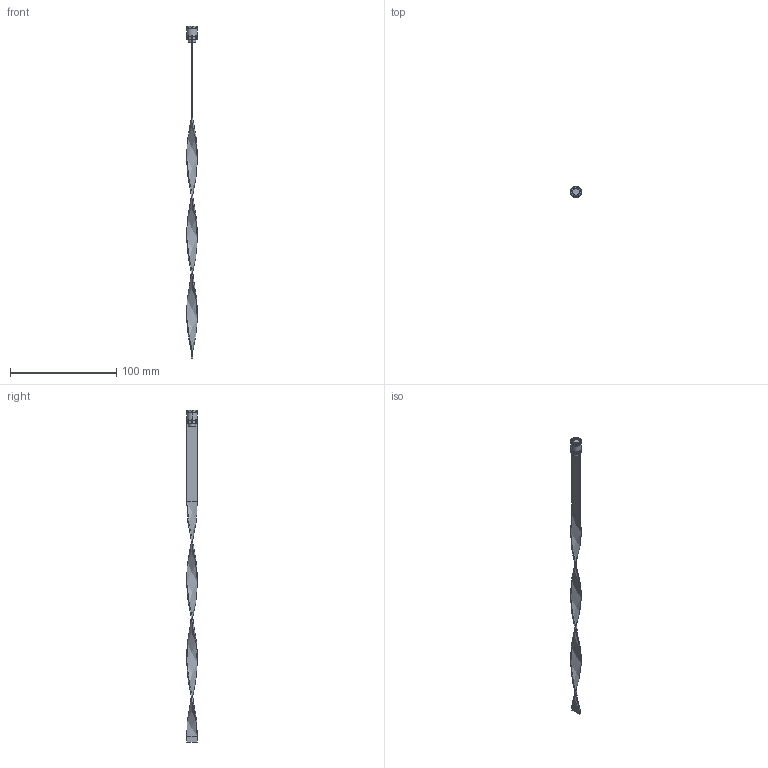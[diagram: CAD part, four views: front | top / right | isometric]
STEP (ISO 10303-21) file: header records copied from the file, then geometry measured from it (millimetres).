
FILE_DESCRIPTION (( 'STEP AP203' ), '1' );
FILE_NAME ('5f1f.STEP', '2023-09-26T21:09:41', ( '' ), ( '' ), 'SwSTEP 2.0', 'SolidWorks 2019', '' );
FILE_SCHEMA (( 'CONFIG_CONTROL_DESIGN' ));
Length unit declared in the file: millimetre
Products named in the file (1): 5f1f
Bounding box: 11 x 11 x 312.5 mm (x, y, z)
Volume: 4124.7 mm3; surface area: 7661.7 mm2
Topology: 3 solids, 3 shells, 96 faces, 213 edges, 129 vertices
Faces by surface type: plane 44, cylinder 23, torus 14, cone 11, bspline 4
Entity records: 4121 total; most frequent: CARTESIAN_POINT 1919, DIRECTION 466, ORIENTED_EDGE 426, EDGE_CURVE 213, AXIS2_PLACEMENT_3D 184, VERTEX_POINT 129, EDGE_LOOP 102, VECTOR 98
